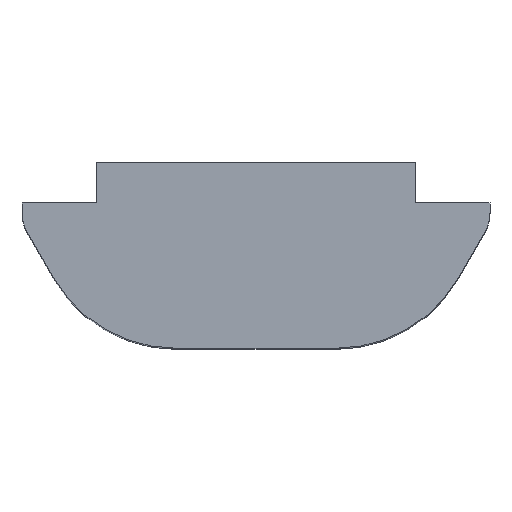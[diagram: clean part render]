
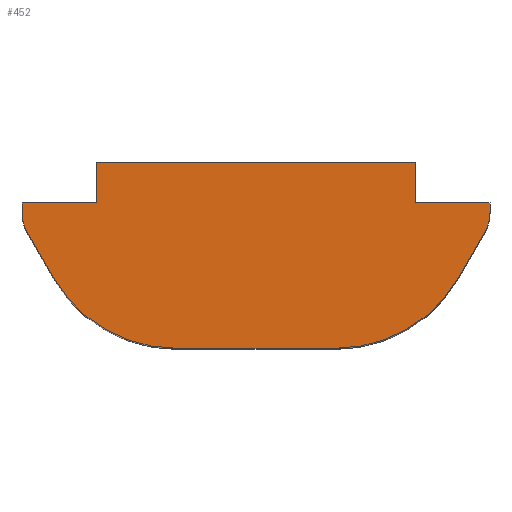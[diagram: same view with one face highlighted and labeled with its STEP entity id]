
A CAD part, top view. The second image highlights one B-rep face of the part: STEP entity #452.
In plain terms, the highlighted planar face has unit normal (0, 0, 1).
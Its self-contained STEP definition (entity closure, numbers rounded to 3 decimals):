
#3 = DIRECTION ( 'NONE',  ( -1., 0., 0. ) ) ;
#6 = DIRECTION ( 'NONE',  ( -1., 0., 0. ) ) ;
#9 = CIRCLE ( 'NONE', #22, 1. ) ;
#12 = ORIENTED_EDGE ( 'NONE', *, *, #280, .F. ) ;
#17 = LINE ( 'NONE', #206, #272 ) ;
#20 = EDGE_CURVE ( 'NONE', #713, #466, #592, .T. ) ;
#22 = AXIS2_PLACEMENT_3D ( 'NONE', #349, #342, #459 ) ;
#27 = CARTESIAN_POINT ( 'NONE',  ( -3.95, 0., 16. ) ) ;
#28 = ORIENTED_EDGE ( 'NONE', *, *, #617, .F. ) ;
#34 = EDGE_CURVE ( 'NONE', #556, #456, #443, .T. ) ;
#38 = AXIS2_PLACEMENT_3D ( 'NONE', #675, #560, #623 ) ;
#50 = DIRECTION ( 'NONE',  ( -1., 0., 0. ) ) ;
#55 = ORIENTED_EDGE ( 'NONE', *, *, #721, .F. ) ;
#58 = EDGE_CURVE ( 'NONE', #713, #273, #534, .T. ) ;
#62 = CARTESIAN_POINT ( 'NONE',  ( 0., 0., 16. ) ) ;
#93 = CARTESIAN_POINT ( 'NONE',  ( -5.021, -2.85, 16. ) ) ;
#99 = DIRECTION ( 'NONE',  ( 0., -1., 0. ) ) ;
#102 = VECTOR ( 'NONE', #449, 1000. ) ;
#118 = DIRECTION ( 'NONE',  ( 1., 0., 0. ) ) ;
#134 = DIRECTION ( 'NONE',  ( 0., 0., -1. ) ) ;
#138 = ORIENTED_EDGE ( 'NONE', *, *, #579, .T. ) ;
#140 = CARTESIAN_POINT ( 'NONE',  ( 5.021, -2.85, 16. ) ) ;
#145 = CARTESIAN_POINT ( 'NONE',  ( -1.989, -4.6, 16. ) ) ;
#172 = VERTEX_POINT ( 'NONE', #503 ) ;
#179 = CARTESIAN_POINT ( 'NONE',  ( 5.8, -1.232, 16. ) ) ;
#182 = VERTEX_POINT ( 'NONE', #145 ) ;
#188 = VECTOR ( 'NONE', #613, 1000. ) ;
#206 = CARTESIAN_POINT ( 'NONE',  ( 5.8, -1.2, 16. ) ) ;
#216 = CARTESIAN_POINT ( 'NONE',  ( -5.666, -1.732, 16. ) ) ;
#224 = VECTOR ( 'NONE', #251, 1000. ) ;
#228 = CARTESIAN_POINT ( 'NONE',  ( 5.021, -2.85, 16. ) ) ;
#231 = VECTOR ( 'NONE', #6, 1000. ) ;
#236 = VERTEX_POINT ( 'NONE', #377 ) ;
#240 = EDGE_CURVE ( 'NONE', #285, #720, #515, .T. ) ;
#241 = ORIENTED_EDGE ( 'NONE', *, *, #668, .T. ) ;
#251 = DIRECTION ( 'NONE',  ( 0., 1., 0. ) ) ;
#252 = DIRECTION ( 'NONE',  ( 1., 0., 0. ) ) ;
#257 = VERTEX_POINT ( 'NONE', #662 ) ;
#262 = VERTEX_POINT ( 'NONE', #93 ) ;
#265 = ORIENTED_EDGE ( 'NONE', *, *, #295, .T. ) ;
#266 = CARTESIAN_POINT ( 'NONE',  ( -3.95, -1., 16. ) ) ;
#269 = CARTESIAN_POINT ( 'NONE',  ( -1.989, -1.1, 16. ) ) ;
#272 = VECTOR ( 'NONE', #99, 1000. ) ;
#273 = VERTEX_POINT ( 'NONE', #722 ) ;
#275 = DIRECTION ( 'NONE',  ( 0., -1., 0. ) ) ;
#276 = CARTESIAN_POINT ( 'NONE',  ( 0., -1., 16. ) ) ;
#277 = ORIENTED_EDGE ( 'NONE', *, *, #683, .F. ) ;
#280 = EDGE_CURVE ( 'NONE', #172, #553, #17, .T. ) ;
#282 = LINE ( 'NONE', #732, #628 ) ;
#285 = VERTEX_POINT ( 'NONE', #318 ) ;
#295 = EDGE_CURVE ( 'NONE', #236, #262, #419, .T. ) ;
#298 = VERTEX_POINT ( 'NONE', #266 ) ;
#305 = ORIENTED_EDGE ( 'NONE', *, *, #20, .F. ) ;
#312 = DIRECTION ( 'NONE',  ( -1., 0., 0. ) ) ;
#318 = CARTESIAN_POINT ( 'NONE',  ( -3.95, 0., 16. ) ) ;
#342 = DIRECTION ( 'NONE',  ( 0., 0., -1. ) ) ;
#349 = CARTESIAN_POINT ( 'NONE',  ( -4.8, -1.232, 16. ) ) ;
#377 = CARTESIAN_POINT ( 'NONE',  ( -5.666, -1.732, 16. ) ) ;
#388 = DIRECTION ( 'NONE',  ( 0., 0., -1. ) ) ;
#389 = CIRCLE ( 'NONE', #38, 1. ) ;
#398 = ORIENTED_EDGE ( 'NONE', *, *, #58, .T. ) ;
#401 = CARTESIAN_POINT ( 'NONE',  ( 1.989, -4.6, 16. ) ) ;
#405 = PLANE ( 'NONE',  #611 ) ;
#408 = LINE ( 'NONE', #27, #102 ) ;
#419 = LINE ( 'NONE', #216, #188 ) ;
#425 = LINE ( 'NONE', #690, #507 ) ;
#431 = EDGE_CURVE ( 'NONE', #298, #456, #736, .T. ) ;
#443 = LINE ( 'NONE', #653, #224 ) ;
#449 = DIRECTION ( 'NONE',  ( 0., -1., 0. ) ) ;
#452 = ADVANCED_FACE ( 'NONE', ( #453 ), #405, .T. ) ;
#453 = FACE_OUTER_BOUND ( 'NONE', #711, .T. ) ;
#454 = VECTOR ( 'NONE', #252, 1000. ) ;
#456 = VERTEX_POINT ( 'NONE', #524 ) ;
#459 = DIRECTION ( 'NONE',  ( -1., 0., 0. ) ) ;
#466 = VERTEX_POINT ( 'NONE', #401 ) ;
#472 = VECTOR ( 'NONE', #3, 1000. ) ;
#479 = CARTESIAN_POINT ( 'NONE',  ( -5.8, -1.232, 16. ) ) ;
#480 = CARTESIAN_POINT ( 'NONE',  ( 1.989, -1.1, 16. ) ) ;
#492 = LINE ( 'NONE', #630, #231 ) ;
#503 = CARTESIAN_POINT ( 'NONE',  ( 5.8, -1., 16. ) ) ;
#504 = ORIENTED_EDGE ( 'NONE', *, *, #34, .F. ) ;
#507 = VECTOR ( 'NONE', #526, 1000. ) ;
#515 = LINE ( 'NONE', #715, #454 ) ;
#524 = CARTESIAN_POINT ( 'NONE',  ( -5.8, -1., 16. ) ) ;
#526 = DIRECTION ( 'NONE',  ( -1., 0., 0. ) ) ;
#528 = ORIENTED_EDGE ( 'NONE', *, *, #240, .F. ) ;
#534 = LINE ( 'NONE', #140, #571 ) ;
#553 = VERTEX_POINT ( 'NONE', #179 ) ;
#556 = VERTEX_POINT ( 'NONE', #479 ) ;
#560 = DIRECTION ( 'NONE',  ( 0., 0., -1. ) ) ;
#566 = ORIENTED_EDGE ( 'NONE', *, *, #660, .F. ) ;
#571 = VECTOR ( 'NONE', #655, 1000. ) ;
#579 = EDGE_CURVE ( 'NONE', #285, #298, #408, .T. ) ;
#590 = AXIS2_PLACEMENT_3D ( 'NONE', #480, #134, #312 ) ;
#592 = CIRCLE ( 'NONE', #590, 3.5 ) ;
#597 = CIRCLE ( 'NONE', #723, 3.5 ) ;
#603 = EDGE_CURVE ( 'NONE', #553, #273, #389, .T. ) ;
#611 = AXIS2_PLACEMENT_3D ( 'NONE', #62, #738, #118 ) ;
#613 = DIRECTION ( 'NONE',  ( 0.5, -0.866, 0. ) ) ;
#617 = EDGE_CURVE ( 'NONE', #182, #262, #597, .T. ) ;
#623 = DIRECTION ( 'NONE',  ( -1., 0., 0. ) ) ;
#628 = VECTOR ( 'NONE', #275, 1000. ) ;
#630 = CARTESIAN_POINT ( 'NONE',  ( 0., -1., 16. ) ) ;
#636 = CARTESIAN_POINT ( 'NONE',  ( 3.95, 0., 16. ) ) ;
#653 = CARTESIAN_POINT ( 'NONE',  ( -5.8, -1.232, 16. ) ) ;
#655 = DIRECTION ( 'NONE',  ( 0.5, 0.866, 0. ) ) ;
#660 = EDGE_CURVE ( 'NONE', #720, #257, #282, .T. ) ;
#662 = CARTESIAN_POINT ( 'NONE',  ( 3.95, -1., 16. ) ) ;
#668 = EDGE_CURVE ( 'NONE', #172, #257, #492, .T. ) ;
#674 = ORIENTED_EDGE ( 'NONE', *, *, #431, .T. ) ;
#675 = CARTESIAN_POINT ( 'NONE',  ( 4.8, -1.232, 16. ) ) ;
#683 = EDGE_CURVE ( 'NONE', #466, #182, #425, .T. ) ;
#690 = CARTESIAN_POINT ( 'NONE',  ( 1.989, -4.6, 16. ) ) ;
#695 = ORIENTED_EDGE ( 'NONE', *, *, #603, .F. ) ;
#711 = EDGE_LOOP ( 'NONE', ( #241, #566, #528, #138, #674, #504, #55, #265, #28, #277, #305, #398, #695, #12 ) ) ;
#713 = VERTEX_POINT ( 'NONE', #228 ) ;
#715 = CARTESIAN_POINT ( 'NONE',  ( 0.75, 0., 16. ) ) ;
#720 = VERTEX_POINT ( 'NONE', #636 ) ;
#721 = EDGE_CURVE ( 'NONE', #236, #556, #9, .T. ) ;
#722 = CARTESIAN_POINT ( 'NONE',  ( 5.666, -1.732, 16. ) ) ;
#723 = AXIS2_PLACEMENT_3D ( 'NONE', #269, #388, #50 ) ;
#732 = CARTESIAN_POINT ( 'NONE',  ( 3.95, -0.2, 16. ) ) ;
#736 = LINE ( 'NONE', #276, #472 ) ;
#738 = DIRECTION ( 'NONE',  ( 0., 0., 1. ) ) ;
